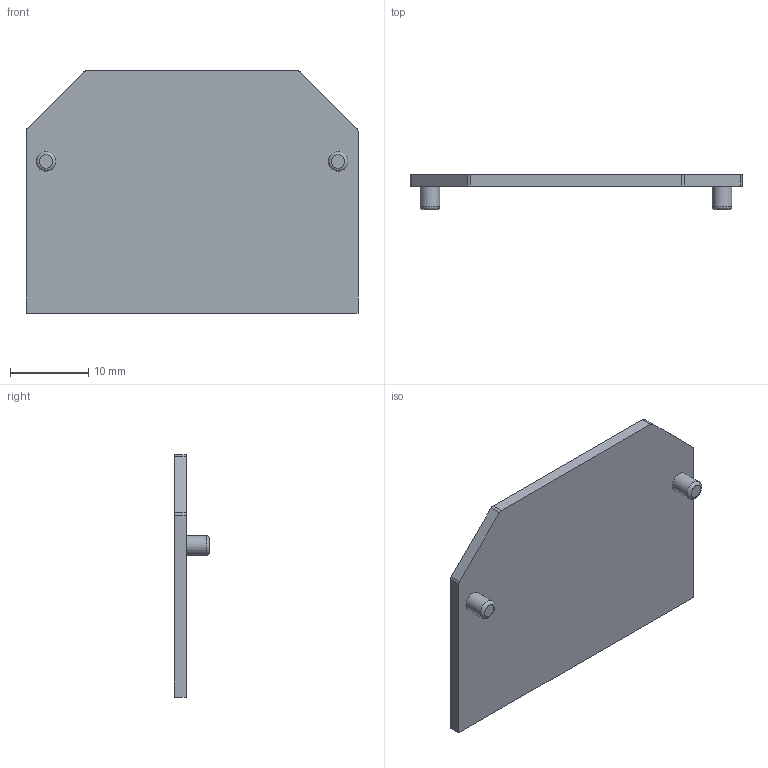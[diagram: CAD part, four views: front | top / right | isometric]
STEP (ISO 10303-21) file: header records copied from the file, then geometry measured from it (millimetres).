
FILE_DESCRIPTION (( 'STEP AP214' ), '1' );
FILE_NAME ('CTS-6-10-ZGL - ssstep.STEP', '2023-10-06T14:07:34', ( '' ), ( '' ), 'SwSTEP 2.0', 'SolidWorks 2022', '' );
FILE_SCHEMA (( 'AUTOMOTIVE_DESIGN' ));
Length unit declared in the file: millimetre
Products named in the file (1): CTS-6-10-ZGL - ssstep
Bounding box: 42.5 x 4.5 x 31 mm (x, y, z)
Volume: 1920.8 mm3; surface area: 2773.9 mm2
Topology: 1 solids, 1 shells, 18 faces, 40 edges, 26 vertices
Faces by surface type: plane 10, cylinder 6, torus 2
Full cylindrical faces by diameter (mm): 2.5 x2
Entity records: 527 total; most frequent: DIRECTION 88, CARTESIAN_POINT 81, ORIENTED_EDGE 72, EDGE_CURVE 36, AXIS2_PLACEMENT_3D 33, VERTEX_POINT 26, EDGE_LOOP 24, FACE_OUTER_BOUND 22
